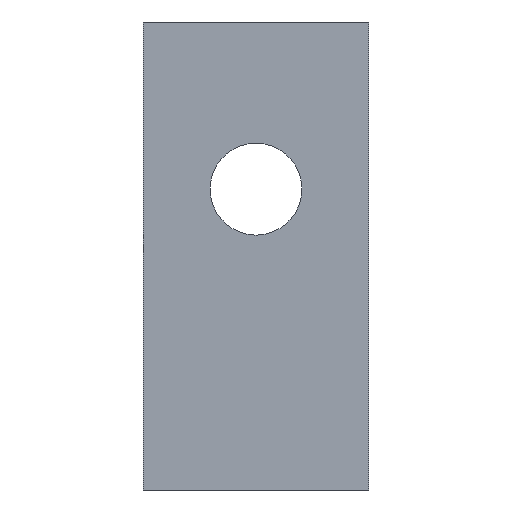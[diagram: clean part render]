
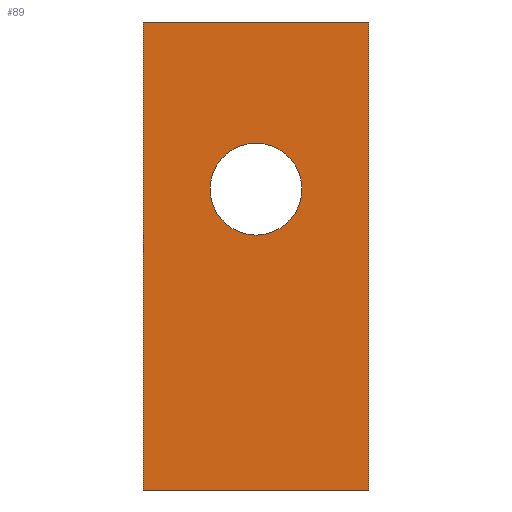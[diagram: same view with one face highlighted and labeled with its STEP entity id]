
A CAD part, front view. The second image highlights one B-rep face of the part: STEP entity #89.
In plain terms, the highlighted planar face has unit normal (0, -1, 0).
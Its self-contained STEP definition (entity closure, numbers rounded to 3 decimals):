
#89 = ADVANCED_FACE( '', ( #130, #131 ), #132, .F. );
#130 = FACE_BOUND( '', #173, .T. );
#131 = FACE_OUTER_BOUND( '', #174, .T. );
#132 = PLANE( '', #175 );
#173 = EDGE_LOOP( '', ( #281 ) );
#174 = EDGE_LOOP( '', ( #282, #283, #284, #285 ) );
#175 = AXIS2_PLACEMENT_3D( '', #286, #287, #288 );
#281 = ORIENTED_EDGE( '', *, *, #311, .T. );
#282 = ORIENTED_EDGE( '', *, *, #323, .T. );
#283 = ORIENTED_EDGE( '', *, *, #329, .F. );
#284 = ORIENTED_EDGE( '', *, *, #303, .F. );
#285 = ORIENTED_EDGE( '', *, *, #330, .T. );
#286 = CARTESIAN_POINT( '', ( 13.5, 0., 56. ) );
#287 = DIRECTION( '', ( 0., 1., 0. ) );
#288 = DIRECTION( '', ( 0., 0., 1. ) );
#303 = EDGE_CURVE( '', #343, #345, #346, .T. );
#311 = EDGE_CURVE( '', #359, #359, #360, .T. );
#323 = EDGE_CURVE( '', #382, #380, #383, .T. );
#329 = EDGE_CURVE( '', #345, #380, #390, .T. );
#330 = EDGE_CURVE( '', #343, #382, #391, .T. );
#343 = VERTEX_POINT( '', #408 );
#345 = VERTEX_POINT( '', #411 );
#346 = LINE( '', #412, #413 );
#359 = VERTEX_POINT( '', #430 );
#360 = CIRCLE( '', #431, 5.5 );
#380 = VERTEX_POINT( '', #454 );
#382 = VERTEX_POINT( '', #457 );
#383 = LINE( '', #458, #459 );
#390 = LINE( '', #470, #471 );
#391 = LINE( '', #472, #473 );
#408 = CARTESIAN_POINT( '', ( 13.5, 0., 56. ) );
#411 = CARTESIAN_POINT( '', ( 13.5, 0., 0. ) );
#412 = CARTESIAN_POINT( '', ( 13.5, 0., 56. ) );
#413 = VECTOR( '', #485, 1000. );
#430 = CARTESIAN_POINT( '', ( 5.5, 0., 36. ) );
#431 = AXIS2_PLACEMENT_3D( '', #499, #500, #501 );
#454 = CARTESIAN_POINT( '', ( -13.5, 0., 0. ) );
#457 = CARTESIAN_POINT( '', ( -13.5, 0., 56. ) );
#458 = CARTESIAN_POINT( '', ( -13.5, 0., 56. ) );
#459 = VECTOR( '', #527, 1000. );
#470 = CARTESIAN_POINT( '', ( 13.5, 0., 0. ) );
#471 = VECTOR( '', #535, 1000. );
#472 = CARTESIAN_POINT( '', ( 13.5, 0., 56. ) );
#473 = VECTOR( '', #536, 1000. );
#485 = DIRECTION( '', ( 0., 0., -1. ) );
#499 = CARTESIAN_POINT( '', ( 0., 0., 36. ) );
#500 = DIRECTION( '', ( 0., 1., 0. ) );
#501 = DIRECTION( '', ( 1., 0., 0. ) );
#527 = DIRECTION( '', ( 0., 0., -1. ) );
#535 = DIRECTION( '', ( -1., 0., 0. ) );
#536 = DIRECTION( '', ( -1., 0., 0. ) );
